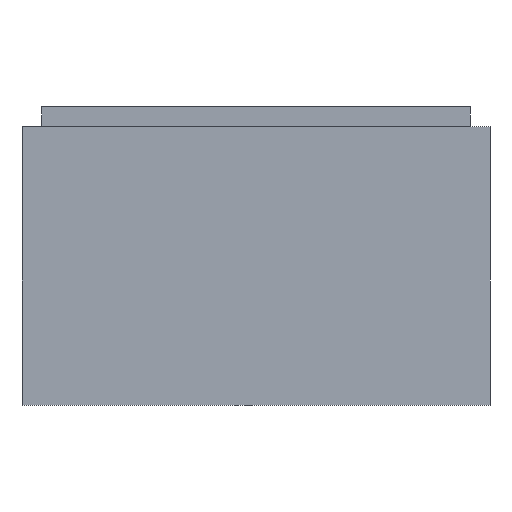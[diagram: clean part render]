
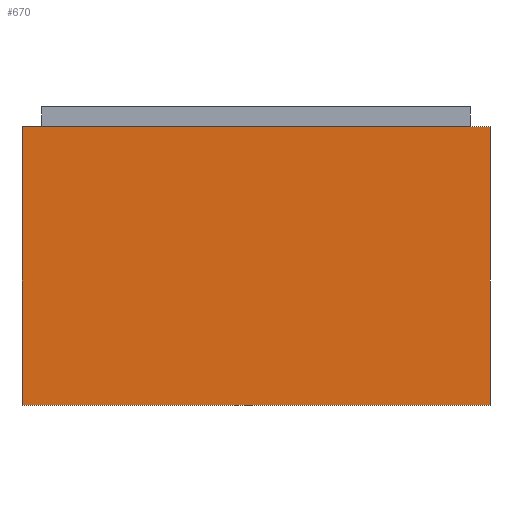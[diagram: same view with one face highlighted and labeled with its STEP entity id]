
A CAD part, left-side view. The second image highlights one B-rep face of the part: STEP entity #670.
In plain terms, the highlighted planar face has unit normal (-1, 0, 0).
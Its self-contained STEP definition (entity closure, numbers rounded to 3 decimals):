
#62=FACE_OUTER_BOUND($,#102,.T.);
#102=EDGE_LOOP($,(#453,#454,#455,#456));
#147=LINE($,#992,#219);
#149=LINE($,#996,#221);
#150=LINE($,#998,#222);
#151=LINE($,#999,#223);
#219=VECTOR($,#788,0.235);
#221=VECTOR($,#792,0.14);
#222=VECTOR($,#793,0.235);
#223=VECTOR($,#794,0.14);
#291=VERTEX_POINT($,#989);
#292=VERTEX_POINT($,#991);
#293=VERTEX_POINT($,#995);
#294=VERTEX_POINT($,#997);
#355=EDGE_CURVE($,#292,#291,#147,.T.);
#357=EDGE_CURVE($,#293,#291,#149,.T.);
#358=EDGE_CURVE($,#293,#294,#150,.T.);
#359=EDGE_CURVE($,#294,#292,#151,.T.);
#453=ORIENTED_EDGE($,*,*,#355,.T.);
#454=ORIENTED_EDGE($,*,*,#357,.F.);
#455=ORIENTED_EDGE($,*,*,#358,.T.);
#456=ORIENTED_EDGE($,*,*,#359,.T.);
#642=PLANE($,#719);
#670=ADVANCED_FACE($,(#62),#642,.T.);
#719=AXIS2_PLACEMENT_3D($,#994,#790,#791);
#788=DIRECTION($,(0.,1.,0.));
#790=DIRECTION('center_axis',(-1.,0.,0.));
#791=DIRECTION('ref_axis',(0.,-1.,0.));
#792=DIRECTION($,(0.,0.,1.));
#793=DIRECTION($,(0.,-1.,0.));
#794=DIRECTION($,(0.,0.,1.));
#989=CARTESIAN_POINT('',(-0.118,0.118,0.14));
#991=CARTESIAN_POINT('',(-0.118,-0.118,0.14));
#992=CARTESIAN_POINT($,(-0.118,0.059,0.14));
#994=CARTESIAN_POINT('Origin',(-0.118,0.118,0.));
#995=CARTESIAN_POINT('',(-0.118,0.118,0.));
#996=CARTESIAN_POINT($,(-0.118,0.118,0.));
#997=CARTESIAN_POINT('',(-0.118,-0.118,0.));
#998=CARTESIAN_POINT($,(-0.118,0.118,0.));
#999=CARTESIAN_POINT($,(-0.118,-0.118,0.));
